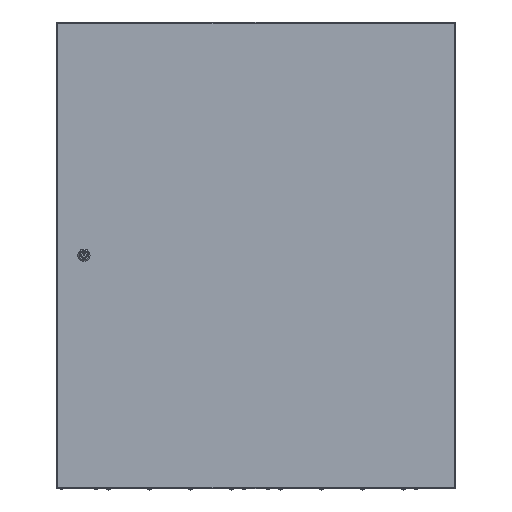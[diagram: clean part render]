
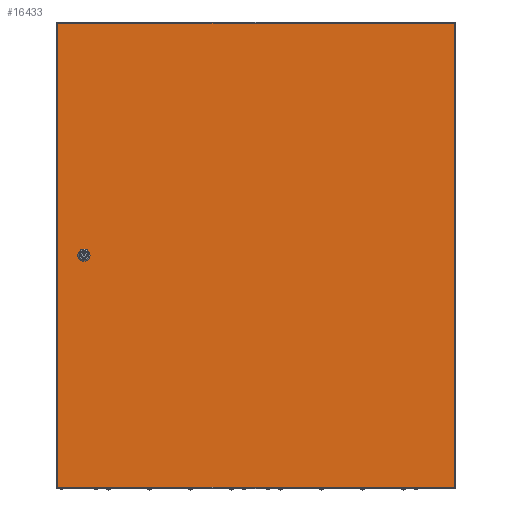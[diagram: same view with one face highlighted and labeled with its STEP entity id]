
A CAD part, top view. The second image highlights one B-rep face of the part: STEP entity #16433.
In plain terms, the highlighted planar face has unit normal (0, 0, 1).
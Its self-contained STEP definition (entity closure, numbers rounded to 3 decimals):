
#331 = VERTEX_POINT ( 'NONE', #79246 ) ;
#856 = EDGE_CURVE ( 'NONE', #31592, #36881, #37550, .T. ) ;
#1513 = ORIENTED_EDGE ( 'NONE', *, *, #856, .F. ) ;
#2619 = CIRCLE ( 'NONE', #74765, 11.25 ) ;
#4384 = DIRECTION ( 'NONE',  ( -1., 0., 0. ) ) ;
#4970 = VECTOR ( 'NONE', #58441, 1000. ) ;
#5205 = VECTOR ( 'NONE', #32308, 1000. ) ;
#6721 = FACE_BOUND ( 'NONE', #18776, .T. ) ;
#8642 = EDGE_CURVE ( 'NONE', #77116, #17192, #25200, .T. ) ;
#9549 = DIRECTION ( 'NONE',  ( 0., -1., 0. ) ) ;
#11054 = CIRCLE ( 'NONE', #83155, 11.25 ) ;
#12921 = ORIENTED_EDGE ( 'NONE', *, *, #27228, .T. ) ;
#16045 = DIRECTION ( 'NONE',  ( 0., 0., 1. ) ) ;
#16199 = CARTESIAN_POINT ( 'NONE',  ( 2.87, 1067., 17.5 ) ) ;
#16433 = ADVANCED_FACE ( 'NONE', ( #6721, #47520 ), #82806, .T. ) ;
#17192 = VERTEX_POINT ( 'NONE', #59994 ) ;
#17613 = VERTEX_POINT ( 'NONE', #42707 ) ;
#18007 = ORIENTED_EDGE ( 'NONE', *, *, #47732, .F. ) ;
#18776 = EDGE_LOOP ( 'NONE', ( #18007, #82620, #63417, #1513, #39367, #61064, #51079, #66319 ) ) ;
#21446 = EDGE_LOOP ( 'NONE', ( #12921, #44456, #24353, #50451 ) ) ;
#22078 = CARTESIAN_POINT ( 'NONE',  ( 67.926, 524.95, 17.5 ) ) ;
#23071 = CARTESIAN_POINT ( 'NONE',  ( 0., 0., 17.5 ) ) ;
#24353 = ORIENTED_EDGE ( 'NONE', *, *, #41948, .T. ) ;
#24619 = VERTEX_POINT ( 'NONE', #87224 ) ;
#25200 = LINE ( 'NONE', #58852, #49565 ) ;
#25363 = CARTESIAN_POINT ( 'NONE',  ( 2.87, 1067., 17.5 ) ) ;
#25893 = VECTOR ( 'NONE', #9549, 1000. ) ;
#26713 = LINE ( 'NONE', #53744, #72553 ) ;
#27168 = VERTEX_POINT ( 'NONE', #64877 ) ;
#27228 = EDGE_CURVE ( 'NONE', #53137, #33045, #76423, .T. ) ;
#28868 = DIRECTION ( 'NONE',  ( 1., 0., 0. ) ) ;
#29144 = AXIS2_PLACEMENT_3D ( 'NONE', #35158, #68337, #75401 ) ;
#31592 = VERTEX_POINT ( 'NONE', #42100 ) ;
#32308 = DIRECTION ( 'NONE',  ( 1., 0., 0. ) ) ;
#32365 = CARTESIAN_POINT ( 'NONE',  ( 52.82, 529.944, 17.5 ) ) ;
#33045 = VERTEX_POINT ( 'NONE', #41888 ) ;
#35158 = CARTESIAN_POINT ( 'NONE',  ( 62.87, 535., 17.5 ) ) ;
#35988 = DIRECTION ( 'NONE',  ( 0., 0., 1. ) ) ;
#36881 = VERTEX_POINT ( 'NONE', #22078 ) ;
#37550 = LINE ( 'NONE', #37987, #69728 ) ;
#37703 = EDGE_CURVE ( 'NONE', #36881, #27168, #11054, .T. ) ;
#37987 = CARTESIAN_POINT ( 'NONE',  ( 67.926, 524.95, 17.5 ) ) ;
#39068 = CIRCLE ( 'NONE', #29144, 11.25 ) ;
#39367 = ORIENTED_EDGE ( 'NONE', *, *, #78122, .F. ) ;
#41265 = VECTOR ( 'NONE', #57908, 1000. ) ;
#41888 = CARTESIAN_POINT ( 'NONE',  ( 2.87, 3., 17.5 ) ) ;
#41948 = EDGE_CURVE ( 'NONE', #24619, #331, #26713, .T. ) ;
#42100 = CARTESIAN_POINT ( 'NONE',  ( 57.814, 524.95, 17.5 ) ) ;
#42530 = CARTESIAN_POINT ( 'NONE',  ( 62.87, 535., 17.5 ) ) ;
#42707 = CARTESIAN_POINT ( 'NONE',  ( 72.92, 540.056, 17.5 ) ) ;
#43622 = AXIS2_PLACEMENT_3D ( 'NONE', #55082, #16045, #68348 ) ;
#44220 = VERTEX_POINT ( 'NONE', #61567 ) ;
#44456 = ORIENTED_EDGE ( 'NONE', *, *, #63840, .T. ) ;
#45075 = DIRECTION ( 'NONE',  ( 1., 0., 0. ) ) ;
#45192 = CARTESIAN_POINT ( 'NONE',  ( 52.82, 540.056, 17.5 ) ) ;
#46081 = LINE ( 'NONE', #32365, #4970 ) ;
#46694 = DIRECTION ( 'NONE',  ( 0., 1., 0. ) ) ;
#47296 = EDGE_CURVE ( 'NONE', #65207, #44220, #46081, .T. ) ;
#47520 = FACE_OUTER_BOUND ( 'NONE', #21446, .T. ) ;
#47732 = EDGE_CURVE ( 'NONE', #17613, #77116, #39068, .T. ) ;
#48420 = DIRECTION ( 'NONE',  ( 0., 0., 1. ) ) ;
#48844 = CARTESIAN_POINT ( 'NONE',  ( 62.87, 535., 17.5 ) ) ;
#49565 = VECTOR ( 'NONE', #4384, 1000. ) ;
#49581 = LINE ( 'NONE', #71615, #41265 ) ;
#50124 = DIRECTION ( 'NONE',  ( 1., 0., 0. ) ) ;
#50163 = EDGE_CURVE ( 'NONE', #17192, #65207, #2619, .T. ) ;
#50451 = ORIENTED_EDGE ( 'NONE', *, *, #56569, .T. ) ;
#51079 = ORIENTED_EDGE ( 'NONE', *, *, #50163, .F. ) ;
#53137 = VERTEX_POINT ( 'NONE', #83879 ) ;
#53226 = AXIS2_PLACEMENT_3D ( 'NONE', #23071, #35988, #50124 ) ;
#53744 = CARTESIAN_POINT ( 'NONE',  ( 912.37, 1067., 17.5 ) ) ;
#55082 = CARTESIAN_POINT ( 'NONE',  ( 62.87, 535., 17.5 ) ) ;
#56113 = LINE ( 'NONE', #25363, #87427 ) ;
#56332 = CIRCLE ( 'NONE', #43622, 11.25 ) ;
#56569 = EDGE_CURVE ( 'NONE', #331, #53137, #56113, .T. ) ;
#57473 = DIRECTION ( 'NONE',  ( 1., 0., 0. ) ) ;
#57908 = DIRECTION ( 'NONE',  ( 0., 1., 0. ) ) ;
#58441 = DIRECTION ( 'NONE',  ( 0., -1., 0. ) ) ;
#58852 = CARTESIAN_POINT ( 'NONE',  ( 67.926, 545.05, 17.5 ) ) ;
#59994 = CARTESIAN_POINT ( 'NONE',  ( 57.814, 545.05, 17.5 ) ) ;
#61064 = ORIENTED_EDGE ( 'NONE', *, *, #47296, .F. ) ;
#61567 = CARTESIAN_POINT ( 'NONE',  ( 52.82, 529.944, 17.5 ) ) ;
#63417 = ORIENTED_EDGE ( 'NONE', *, *, #37703, .F. ) ;
#63427 = CARTESIAN_POINT ( 'NONE',  ( 67.926, 545.05, 17.5 ) ) ;
#63568 = DIRECTION ( 'NONE',  ( -1., 0., 0. ) ) ;
#63840 = EDGE_CURVE ( 'NONE', #33045, #24619, #72989, .T. ) ;
#64877 = CARTESIAN_POINT ( 'NONE',  ( 72.92, 529.944, 17.5 ) ) ;
#65207 = VERTEX_POINT ( 'NONE', #45192 ) ;
#66319 = ORIENTED_EDGE ( 'NONE', *, *, #8642, .F. ) ;
#68337 = DIRECTION ( 'NONE',  ( 0., 0., 1. ) ) ;
#68348 = DIRECTION ( 'NONE',  ( 1., 0., 0. ) ) ;
#69728 = VECTOR ( 'NONE', #45075, 1000. ) ;
#70308 = DIRECTION ( 'NONE',  ( 0., 0., 1. ) ) ;
#71615 = CARTESIAN_POINT ( 'NONE',  ( 72.92, 529.944, 17.5 ) ) ;
#72553 = VECTOR ( 'NONE', #46694, 1000. ) ;
#72989 = LINE ( 'NONE', #84498, #5205 ) ;
#74765 = AXIS2_PLACEMENT_3D ( 'NONE', #42530, #70308, #57473 ) ;
#75401 = DIRECTION ( 'NONE',  ( 1., 0., 0. ) ) ;
#76423 = LINE ( 'NONE', #16199, #25893 ) ;
#77116 = VERTEX_POINT ( 'NONE', #63427 ) ;
#78122 = EDGE_CURVE ( 'NONE', #44220, #31592, #56332, .T. ) ;
#79246 = CARTESIAN_POINT ( 'NONE',  ( 912.37, 1067., 17.5 ) ) ;
#82620 = ORIENTED_EDGE ( 'NONE', *, *, #83162, .F. ) ;
#82806 = PLANE ( 'NONE',  #53226 ) ;
#83155 = AXIS2_PLACEMENT_3D ( 'NONE', #48844, #48420, #28868 ) ;
#83162 = EDGE_CURVE ( 'NONE', #27168, #17613, #49581, .T. ) ;
#83879 = CARTESIAN_POINT ( 'NONE',  ( 2.87, 1067., 17.5 ) ) ;
#84498 = CARTESIAN_POINT ( 'NONE',  ( 2.87, 3., 17.5 ) ) ;
#87224 = CARTESIAN_POINT ( 'NONE',  ( 912.37, 3., 17.5 ) ) ;
#87427 = VECTOR ( 'NONE', #63568, 1000. ) ;
